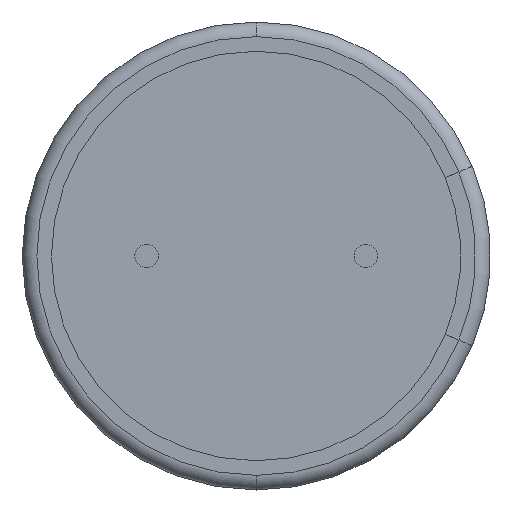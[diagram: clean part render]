
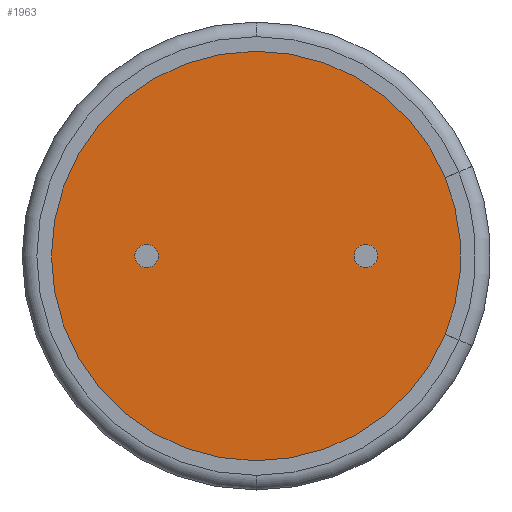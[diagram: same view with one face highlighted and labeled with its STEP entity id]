
A CAD part, front view. The second image highlights one B-rep face of the part: STEP entity #1963.
In plain terms, the highlighted planar face has unit normal (0, -1, 0).
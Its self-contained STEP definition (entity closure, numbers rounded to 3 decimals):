
#3 = CARTESIAN_POINT ( 'NONE',  ( 6.466, 0.3, 2.682 ) ) ;
#40 = VERTEX_POINT ( 'NONE', #2052 ) ;
#53 = AXIS2_PLACEMENT_3D ( 'NONE', #1034, #1214, #174 ) ;
#73 = VECTOR ( 'NONE', #621, 1000. ) ;
#111 = CARTESIAN_POINT ( 'NONE',  ( -3.75, 0.3, -0.4 ) ) ;
#118 = DIRECTION ( 'NONE',  ( 0., -1., 0. ) ) ;
#124 = CARTESIAN_POINT ( 'NONE',  ( 0., 0.3, 0. ) ) ;
#135 = DIRECTION ( 'NONE',  ( 0., 0., -1. ) ) ;
#140 = EDGE_CURVE ( 'NONE', #2138, #1943, #1896, .T. ) ;
#174 = DIRECTION ( 'NONE',  ( 0., 0., -1. ) ) ;
#183 = ORIENTED_EDGE ( 'NONE', *, *, #376, .T. ) ;
#224 = DIRECTION ( 'NONE',  ( 0., 0., -1. ) ) ;
#228 = EDGE_LOOP ( 'NONE', ( #2153, #183, #1499, #2073, #343, #1618 ) ) ;
#269 = CIRCLE ( 'NONE', #1815, 7. ) ;
#306 = DIRECTION ( 'NONE',  ( 0., -1., 0. ) ) ;
#338 = EDGE_LOOP ( 'NONE', ( #1020, #718 ) ) ;
#343 = ORIENTED_EDGE ( 'NONE', *, *, #775, .T. ) ;
#376 = EDGE_CURVE ( 'NONE', #1438, #1376, #1349, .T. ) ;
#395 = CARTESIAN_POINT ( 'NONE',  ( 0., 0.3, 0. ) ) ;
#429 = VERTEX_POINT ( 'NONE', #111 ) ;
#452 = VECTOR ( 'NONE', #738, 1000. ) ;
#540 = CARTESIAN_POINT ( 'NONE',  ( 3.75, 0.3, 0. ) ) ;
#542 = CIRCLE ( 'NONE', #53, 0.4 ) ;
#613 = EDGE_CURVE ( 'NONE', #1438, #40, #1462, .T. ) ;
#621 = DIRECTION ( 'NONE',  ( -0.924, 0., 0.383 ) ) ;
#633 = CIRCLE ( 'NONE', #1566, 0.4 ) ;
#635 = ORIENTED_EDGE ( 'NONE', *, *, #140, .F. ) ;
#661 = DIRECTION ( 'NONE',  ( 0., 0., -1. ) ) ;
#687 = DIRECTION ( 'NONE',  ( 0., -1., 0. ) ) ;
#693 = ORIENTED_EDGE ( 'NONE', *, *, #1084, .F. ) ;
#695 = CARTESIAN_POINT ( 'NONE',  ( 3.75, 0.3, -0.4 ) ) ;
#704 = DIRECTION ( 'NONE',  ( 0., -1., 0. ) ) ;
#718 = ORIENTED_EDGE ( 'NONE', *, *, #1526, .F. ) ;
#727 = DIRECTION ( 'NONE',  ( 0., -1., 0. ) ) ;
#738 = DIRECTION ( 'NONE',  ( -0.924, 0., -0.383 ) ) ;
#775 = EDGE_CURVE ( 'NONE', #1290, #2033, #1802, .T. ) ;
#821 = AXIS2_PLACEMENT_3D ( 'NONE', #540, #727, #901 ) ;
#829 = CIRCLE ( 'NONE', #923, 0.4 ) ;
#865 = DIRECTION ( 'NONE',  ( 0., 0., -1. ) ) ;
#886 = CARTESIAN_POINT ( 'NONE',  ( -3.75, 0.3, 0.4 ) ) ;
#901 = DIRECTION ( 'NONE',  ( 0., 0., 1. ) ) ;
#905 = DIRECTION ( 'NONE',  ( 0., 0., 1. ) ) ;
#923 = AXIS2_PLACEMENT_3D ( 'NONE', #1518, #306, #135 ) ;
#956 = VERTEX_POINT ( 'NONE', #886 ) ;
#961 = EDGE_CURVE ( 'NONE', #956, #429, #542, .T. ) ;
#963 = FACE_BOUND ( 'NONE', #1278, .T. ) ;
#1020 = ORIENTED_EDGE ( 'NONE', *, *, #961, .F. ) ;
#1027 = EDGE_CURVE ( 'NONE', #1376, #2036, #1251, .T. ) ;
#1033 = DIRECTION ( 'NONE',  ( 0., 0., -1. ) ) ;
#1034 = CARTESIAN_POINT ( 'NONE',  ( -3.75, 0.3, 0. ) ) ;
#1059 = FACE_OUTER_BOUND ( 'NONE', #228, .T. ) ;
#1084 = EDGE_CURVE ( 'NONE', #1943, #2138, #633, .T. ) ;
#1100 = CARTESIAN_POINT ( 'NONE',  ( 6.457, 0.3, -2.679 ) ) ;
#1114 = AXIS2_PLACEMENT_3D ( 'NONE', #1737, #687, #865 ) ;
#1150 = AXIS2_PLACEMENT_3D ( 'NONE', #1209, #2218, #1033 ) ;
#1154 = CARTESIAN_POINT ( 'NONE',  ( 0., 0.3, 0. ) ) ;
#1162 = CARTESIAN_POINT ( 'NONE',  ( 3.75, 0.3, 0.4 ) ) ;
#1209 = CARTESIAN_POINT ( 'NONE',  ( -0.01, 0.3, 0. ) ) ;
#1214 = DIRECTION ( 'NONE',  ( 0., -1., 0. ) ) ;
#1251 = CIRCLE ( 'NONE', #1114, 7. ) ;
#1278 = EDGE_LOOP ( 'NONE', ( #635, #693 ) ) ;
#1290 = VERTEX_POINT ( 'NONE', #1897 ) ;
#1331 = DIRECTION ( 'NONE',  ( 0., 0., -1. ) ) ;
#1349 = CIRCLE ( 'NONE', #1814, 7. ) ;
#1376 = VERTEX_POINT ( 'NONE', #1887 ) ;
#1407 = CARTESIAN_POINT ( 'NONE',  ( 0., 0.3, -7. ) ) ;
#1436 = DIRECTION ( 'NONE',  ( 0., -1., 0. ) ) ;
#1438 = VERTEX_POINT ( 'NONE', #3 ) ;
#1462 = LINE ( 'NONE', #1762, #452 ) ;
#1499 = ORIENTED_EDGE ( 'NONE', *, *, #1027, .T. ) ;
#1501 = PLANE ( 'NONE',  #1913 ) ;
#1518 = CARTESIAN_POINT ( 'NONE',  ( -3.75, 0.3, 0. ) ) ;
#1526 = EDGE_CURVE ( 'NONE', #429, #956, #829, .T. ) ;
#1566 = AXIS2_PLACEMENT_3D ( 'NONE', #2105, #2096, #905 ) ;
#1569 = CARTESIAN_POINT ( 'NONE',  ( -0.001, 0.3, -0.004 ) ) ;
#1571 = EDGE_CURVE ( 'NONE', #2033, #40, #2058, .T. ) ;
#1618 = ORIENTED_EDGE ( 'NONE', *, *, #1571, .T. ) ;
#1737 = CARTESIAN_POINT ( 'NONE',  ( 0., 0.3, 0. ) ) ;
#1762 = CARTESIAN_POINT ( 'NONE',  ( -0.001, 0.3, 0.004 ) ) ;
#1802 = LINE ( 'NONE', #1569, #73 ) ;
#1814 = AXIS2_PLACEMENT_3D ( 'NONE', #395, #1436, #224 ) ;
#1815 = AXIS2_PLACEMENT_3D ( 'NONE', #1154, #118, #1331 ) ;
#1819 = FACE_BOUND ( 'NONE', #338, .T. ) ;
#1887 = CARTESIAN_POINT ( 'NONE',  ( 0., 0.3, 7. ) ) ;
#1896 = CIRCLE ( 'NONE', #821, 0.4 ) ;
#1897 = CARTESIAN_POINT ( 'NONE',  ( 6.466, 0.3, -2.682 ) ) ;
#1913 = AXIS2_PLACEMENT_3D ( 'NONE', #124, #704, #661 ) ;
#1943 = VERTEX_POINT ( 'NONE', #695 ) ;
#1963 = ADVANCED_FACE ( 'NONE', ( #1059, #963, #1819 ), #1501, .T. ) ;
#2033 = VERTEX_POINT ( 'NONE', #1100 ) ;
#2036 = VERTEX_POINT ( 'NONE', #1407 ) ;
#2052 = CARTESIAN_POINT ( 'NONE',  ( 6.457, 0.3, 2.679 ) ) ;
#2058 = CIRCLE ( 'NONE', #1150, 7. ) ;
#2073 = ORIENTED_EDGE ( 'NONE', *, *, #2127, .T. ) ;
#2096 = DIRECTION ( 'NONE',  ( 0., -1., 0. ) ) ;
#2105 = CARTESIAN_POINT ( 'NONE',  ( 3.75, 0.3, 0. ) ) ;
#2127 = EDGE_CURVE ( 'NONE', #2036, #1290, #269, .T. ) ;
#2138 = VERTEX_POINT ( 'NONE', #1162 ) ;
#2153 = ORIENTED_EDGE ( 'NONE', *, *, #613, .F. ) ;
#2218 = DIRECTION ( 'NONE',  ( 0., -1., 0. ) ) ;
